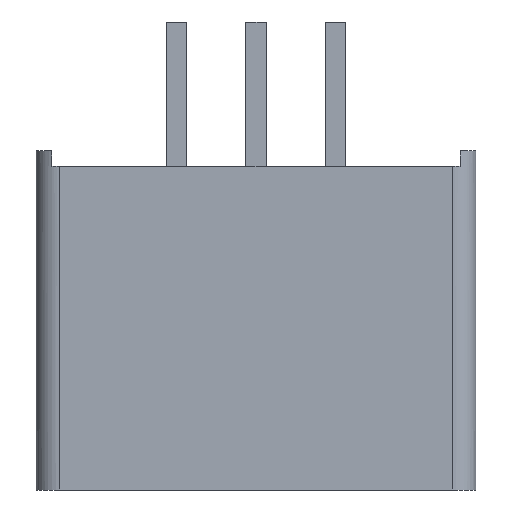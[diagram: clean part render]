
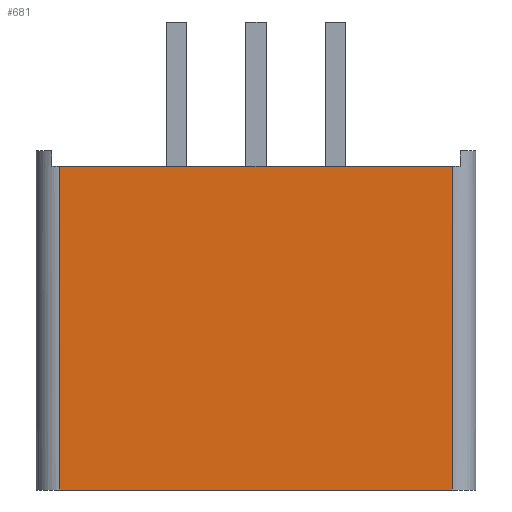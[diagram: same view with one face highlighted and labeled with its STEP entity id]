
A CAD part, front view. The second image highlights one B-rep face of the part: STEP entity #681.
In plain terms, the highlighted planar face has unit normal (0, -1, 0).
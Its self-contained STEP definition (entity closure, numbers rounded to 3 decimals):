
#106=ORIENTED_EDGE('',*,*,#296,.T.);
#107=ORIENTED_EDGE('',*,*,#297,.T.);
#108=ORIENTED_EDGE('',*,*,#298,.T.);
#109=ORIENTED_EDGE('',*,*,#299,.T.);
#296=EDGE_CURVE('',#390,#391,#452,.T.);
#297=EDGE_CURVE('',#391,#392,#453,.T.);
#298=EDGE_CURVE('',#392,#393,#454,.T.);
#299=EDGE_CURVE('',#393,#390,#455,.F.);
#390=VERTEX_POINT('',#1076);
#391=VERTEX_POINT('',#1077);
#392=VERTEX_POINT('',#1079);
#393=VERTEX_POINT('',#1081);
#452=LINE('',#1075,#520);
#453=LINE('',#1078,#521);
#454=LINE('',#1080,#522);
#455=LINE('',#1082,#523);
#520=VECTOR('',#858,1000.);
#521=VECTOR('',#859,1000.);
#522=VECTOR('',#860,1000.);
#523=VECTOR('',#861,1000.);
#579=EDGE_LOOP('',(#106,#107,#108,#109));
#617=FACE_BOUND('',#579,.T.);
#655=PLANE('',#760);
#681=ADVANCED_FACE('',(#617),#655,.F.);
#760=AXIS2_PLACEMENT_3D('',#1074,#856,#857);
#856=DIRECTION('',(0.,1.,0.));
#857=DIRECTION('',(0.,0.,1.));
#858=DIRECTION('',(-1.,0.,0.));
#859=DIRECTION('',(0.,0.,-1.));
#860=DIRECTION('',(1.,0.,0.));
#861=DIRECTION('',(0.,0.,-1.));
#1074=CARTESIAN_POINT('',(0.,0.,10.8));
#1075=CARTESIAN_POINT('',(13.5,0.,10.3));
#1076=CARTESIAN_POINT('',(13.25,0.,10.3));
#1077=CARTESIAN_POINT('',(0.75,0.,10.3));
#1078=CARTESIAN_POINT('',(0.75,0.,10.8));
#1079=CARTESIAN_POINT('',(0.75,0.,0.));
#1080=CARTESIAN_POINT('',(0.,0.,0.));
#1081=CARTESIAN_POINT('',(13.25,0.,0.));
#1082=CARTESIAN_POINT('',(13.25,0.,10.8));
